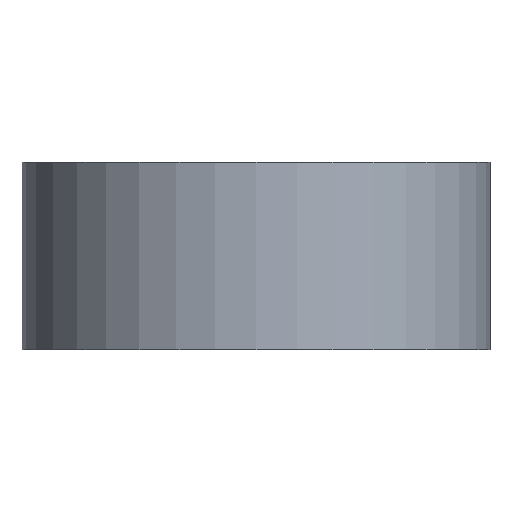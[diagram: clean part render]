
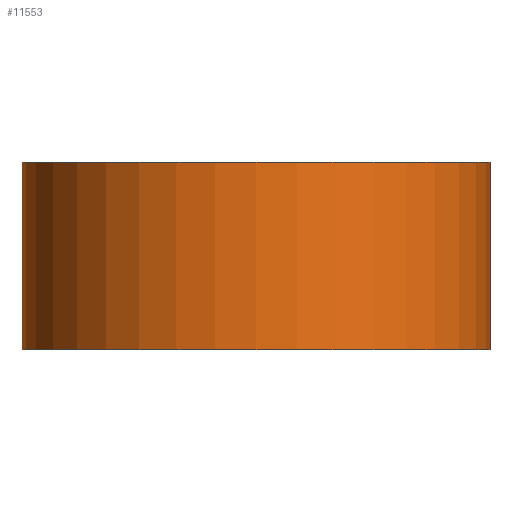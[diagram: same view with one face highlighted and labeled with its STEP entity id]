
A CAD part, front view. The second image highlights one B-rep face of the part: STEP entity #11553.
In plain terms, the highlighted cylindrical face has radius 37.5 mm (diameter 75 mm), a full revolution.
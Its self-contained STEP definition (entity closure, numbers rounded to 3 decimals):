
#18=CYLINDRICAL_SURFACE('',#11895,37.5);
#19=CIRCLE('',#11878,37.5);
#20=CIRCLE('',#11896,37.5);
#1637=FACE_OUTER_BOUND('',#2329,.T.);
#2329=EDGE_LOOP('',(#10603,#10604,#10605,#10606));
#3391=LINE('',#21744,#4451);
#4451=VECTOR('',#13594,37.5);
#5570=VERTEX_POINT('',#21724);
#5571=VERTEX_POINT('',#21743);
#7249=EDGE_CURVE('',#5570,#5570,#19,.T.);
#7250=EDGE_CURVE('',#5570,#5571,#3391,.T.);
#7251=EDGE_CURVE('',#5571,#5571,#20,.T.);
#10603=ORIENTED_EDGE('',*,*,#7249,.F.);
#10604=ORIENTED_EDGE('',*,*,#7250,.T.);
#10605=ORIENTED_EDGE('',*,*,#7251,.T.);
#10606=ORIENTED_EDGE('',*,*,#7250,.F.);
#11553=ADVANCED_FACE('',(#1637),#18,.T.);
#11878=AXIS2_PLACEMENT_3D('',#21725,#13558,#13559);
#11895=AXIS2_PLACEMENT_3D('',#21742,#13592,#13593);
#11896=AXIS2_PLACEMENT_3D('',#21745,#13595,#13596);
#13558=DIRECTION('center_axis',(0.,0.,1.));
#13559=DIRECTION('ref_axis',(1.,0.,0.));
#13592=DIRECTION('center_axis',(0.,0.,1.));
#13593=DIRECTION('ref_axis',(1.,0.,0.));
#13594=DIRECTION('',(0.,0.,-1.));
#13595=DIRECTION('center_axis',(0.,0.,1.));
#13596=DIRECTION('ref_axis',(1.,0.,0.));
#21724=CARTESIAN_POINT('',(-37.5,0.,30.));
#21725=CARTESIAN_POINT('Origin',(0.,0.,30.));
#21742=CARTESIAN_POINT('Origin',(0.,0.,0.));
#21743=CARTESIAN_POINT('',(-37.5,0.,0.));
#21744=CARTESIAN_POINT('',(-37.5,0.,0.));
#21745=CARTESIAN_POINT('Origin',(0.,0.,0.));
